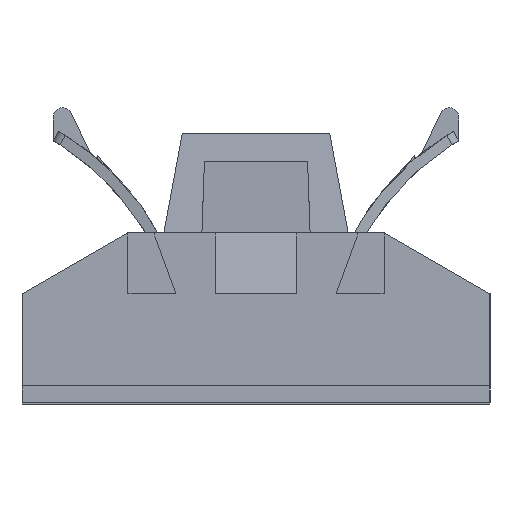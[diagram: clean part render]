
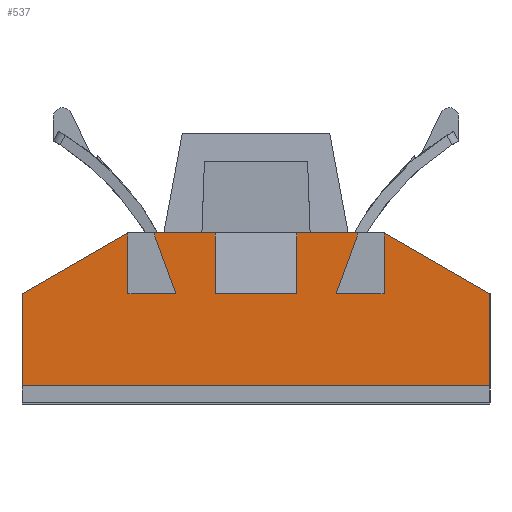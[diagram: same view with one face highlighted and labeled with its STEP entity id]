
A CAD part, left-side view. The second image highlights one B-rep face of the part: STEP entity #537.
In plain terms, the highlighted planar face has unit normal (-1, 0, 0).
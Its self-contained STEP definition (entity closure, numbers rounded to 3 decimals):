
#537 = ADVANCED_FACE( '', ( #1119 ), #1120, .F. );
#1119 = FACE_OUTER_BOUND( '', #1751, .T. );
#1120 = PLANE( '', #1752 );
#1751 = EDGE_LOOP( '', ( #3143, #3144, #3145, #3146, #3147, #3148, #3149, #3150, #3151, #3152, #3153, #3154, #3155, #3156, #3157, #3158 ) );
#1752 = AXIS2_PLACEMENT_3D( '', #3159, #3160, #3161 );
#3143 = ORIENTED_EDGE( '', *, *, #4467, .F. );
#3144 = ORIENTED_EDGE( '', *, *, #4479, .T. );
#3145 = ORIENTED_EDGE( '', *, *, #4165, .T. );
#3146 = ORIENTED_EDGE( '', *, *, #4480, .F. );
#3147 = ORIENTED_EDGE( '', *, *, #4466, .F. );
#3148 = ORIENTED_EDGE( '', *, *, #4475, .F. );
#3149 = ORIENTED_EDGE( '', *, *, #4481, .F. );
#3150 = ORIENTED_EDGE( '', *, *, #4139, .F. );
#3151 = ORIENTED_EDGE( '', *, *, #4364, .F. );
#3152 = ORIENTED_EDGE( '', *, *, #4033, .F. );
#3153 = ORIENTED_EDGE( '', *, *, #4123, .F. );
#3154 = ORIENTED_EDGE( '', *, *, #4482, .F. );
#3155 = ORIENTED_EDGE( '', *, *, #4483, .F. );
#3156 = ORIENTED_EDGE( '', *, *, #4484, .T. );
#3157 = ORIENTED_EDGE( '', *, *, #4485, .T. );
#3158 = ORIENTED_EDGE( '', *, *, #4486, .T. );
#3159 = CARTESIAN_POINT( '', ( -28.65, 0., 0. ) );
#3160 = DIRECTION( '', ( 1., 0., 0. ) );
#3161 = DIRECTION( '', ( 0., 0., -1. ) );
#4033 = EDGE_CURVE( '', #4898, #4900, #4901, .T. );
#4123 = EDGE_CURVE( '', #5045, #4898, #5046, .T. );
#4139 = EDGE_CURVE( '', #5070, #5071, #5072, .T. );
#4165 = EDGE_CURVE( '', #5113, #5111, #5114, .T. );
#4364 = EDGE_CURVE( '', #4900, #5070, #5422, .T. );
#4466 = EDGE_CURVE( '', #5548, #5501, #5549, .T. );
#4467 = EDGE_CURVE( '', #5503, #5550, #5551, .T. );
#4475 = EDGE_CURVE( '', #5562, #5548, #5563, .T. );
#4479 = EDGE_CURVE( '', #5503, #5113, #5568, .T. );
#4480 = EDGE_CURVE( '', #5501, #5111, #5569, .T. );
#4481 = EDGE_CURVE( '', #5071, #5562, #5570, .T. );
#4482 = EDGE_CURVE( '', #5571, #5045, #5572, .T. );
#4483 = EDGE_CURVE( '', #5553, #5571, #5573, .T. );
#4484 = EDGE_CURVE( '', #5553, #5574, #5575, .T. );
#4485 = EDGE_CURVE( '', #5574, #5576, #5577, .T. );
#4486 = EDGE_CURVE( '', #5576, #5550, #5578, .T. );
#4898 = VERTEX_POINT( '', #6122 );
#4900 = VERTEX_POINT( '', #6125 );
#4901 = LINE( '', #6126, #6127 );
#5045 = VERTEX_POINT( '', #6328 );
#5046 = LINE( '', #6329, #6330 );
#5070 = VERTEX_POINT( '', #6364 );
#5071 = VERTEX_POINT( '', #6365 );
#5072 = LINE( '', #6366, #6367 );
#5111 = VERTEX_POINT( '', #6424 );
#5113 = VERTEX_POINT( '', #6427 );
#5114 = LINE( '', #6428, #6429 );
#5422 = LINE( '', #6873, #6874 );
#5501 = VERTEX_POINT( '', #6986 );
#5503 = VERTEX_POINT( '', #6989 );
#5548 = VERTEX_POINT( '', #7061 );
#5549 = LINE( '', #7062, #7063 );
#5550 = VERTEX_POINT( '', #7064 );
#5551 = LINE( '', #7065, #7066 );
#5553 = VERTEX_POINT( '', #7069 );
#5562 = VERTEX_POINT( '', #7083 );
#5563 = LINE( '', #7084, #7085 );
#5568 = LINE( '', #7092, #7093 );
#5569 = LINE( '', #7094, #7095 );
#5570 = LINE( '', #7096, #7097 );
#5571 = VERTEX_POINT( '', #7098 );
#5572 = LINE( '', #7099, #7100 );
#5573 = LINE( '', #7101, #7102 );
#5574 = VERTEX_POINT( '', #7103 );
#5575 = LINE( '', #7104, #7105 );
#5576 = VERTEX_POINT( '', #7106 );
#5577 = LINE( '', #7107, #7108 );
#5578 = LINE( '', #7109, #7110 );
#6122 = CARTESIAN_POINT( '', ( -28.65, 12.7, 0. ) );
#6125 = CARTESIAN_POINT( '', ( -28.65, 12.7, 5. ) );
#6126 = CARTESIAN_POINT( '', ( -28.65, 12.7, 0. ) );
#6127 = VECTOR( '', #7522, 1000. );
#6328 = CARTESIAN_POINT( '', ( -28.65, -12.7, 0. ) );
#6329 = CARTESIAN_POINT( '', ( -28.65, -12.7, 0. ) );
#6330 = VECTOR( '', #7613, 1000. );
#6364 = CARTESIAN_POINT( '', ( -28.65, 6.95, 8.3 ) );
#6365 = CARTESIAN_POINT( '', ( -28.65, 6.95, 5. ) );
#6366 = CARTESIAN_POINT( '', ( -28.65, 6.95, 8.3 ) );
#6367 = VECTOR( '', #7627, 1000. );
#6424 = CARTESIAN_POINT( '', ( -28.65, 2.2, 5. ) );
#6427 = CARTESIAN_POINT( '', ( -28.65, -2.2, 5. ) );
#6428 = CARTESIAN_POINT( '', ( -28.65, -2.2, 5. ) );
#6429 = VECTOR( '', #7647, 1000. );
#6873 = CARTESIAN_POINT( '', ( -28.65, 12.7, 5. ) );
#6874 = VECTOR( '', #7864, 1000. );
#6986 = CARTESIAN_POINT( '', ( -28.65, 2.2, 8.3 ) );
#6989 = CARTESIAN_POINT( '', ( -28.65, -2.2, 8.3 ) );
#7061 = CARTESIAN_POINT( '', ( -28.65, 5.55, 8.3 ) );
#7062 = CARTESIAN_POINT( '', ( -28.65, 6.95, 8.3 ) );
#7063 = VECTOR( '', #7957, 1000. );
#7064 = CARTESIAN_POINT( '', ( -28.65, -5.55, 8.3 ) );
#7065 = CARTESIAN_POINT( '', ( -28.65, 6.95, 8.3 ) );
#7066 = VECTOR( '', #7958, 1000. );
#7069 = CARTESIAN_POINT( '', ( -28.65, -6.95, 8.3 ) );
#7083 = CARTESIAN_POINT( '', ( -28.65, 4.35, 5. ) );
#7084 = CARTESIAN_POINT( '', ( -28.65, 4.35, 5. ) );
#7085 = VECTOR( '', #7965, 1000. );
#7092 = CARTESIAN_POINT( '', ( -28.65, -2.2, 0. ) );
#7093 = VECTOR( '', #7968, 1000. );
#7094 = CARTESIAN_POINT( '', ( -28.65, 2.2, 0. ) );
#7095 = VECTOR( '', #7969, 1000. );
#7096 = CARTESIAN_POINT( '', ( -28.65, 6.95, 5. ) );
#7097 = VECTOR( '', #7970, 1000. );
#7098 = CARTESIAN_POINT( '', ( -28.65, -12.7, 5. ) );
#7099 = CARTESIAN_POINT( '', ( -28.65, -12.7, 5. ) );
#7100 = VECTOR( '', #7971, 1000. );
#7101 = CARTESIAN_POINT( '', ( -28.65, -6.95, 8.3 ) );
#7102 = VECTOR( '', #7972, 1000. );
#7103 = CARTESIAN_POINT( '', ( -28.65, -6.95, 5. ) );
#7104 = CARTESIAN_POINT( '', ( -28.65, -6.95, 8.3 ) );
#7105 = VECTOR( '', #7973, 1000. );
#7106 = CARTESIAN_POINT( '', ( -28.65, -4.35, 5. ) );
#7107 = CARTESIAN_POINT( '', ( -28.65, -6.95, 5. ) );
#7108 = VECTOR( '', #7974, 1000. );
#7109 = CARTESIAN_POINT( '', ( -28.65, -4.35, 5. ) );
#7110 = VECTOR( '', #7975, 1000. );
#7522 = DIRECTION( '', ( 0., 0., 1. ) );
#7613 = DIRECTION( '', ( 0., 1., 0. ) );
#7627 = DIRECTION( '', ( 0., 0., -1. ) );
#7647 = DIRECTION( '', ( 0., 1., 0. ) );
#7864 = DIRECTION( '', ( 0., -0.867, 0.498 ) );
#7957 = DIRECTION( '', ( 0., -1., 0. ) );
#7958 = DIRECTION( '', ( 0., -1., 0. ) );
#7965 = DIRECTION( '', ( 0., 0.342, 0.94 ) );
#7968 = DIRECTION( '', ( 0., 0., -1. ) );
#7969 = DIRECTION( '', ( 0., 0., -1. ) );
#7970 = DIRECTION( '', ( 0., -1., 0. ) );
#7971 = DIRECTION( '', ( 0., 0., -1. ) );
#7972 = DIRECTION( '', ( 0., -0.867, -0.498 ) );
#7973 = DIRECTION( '', ( 0., 0., -1. ) );
#7974 = DIRECTION( '', ( 0., 1., 0. ) );
#7975 = DIRECTION( '', ( 0., -0.342, 0.94 ) );
